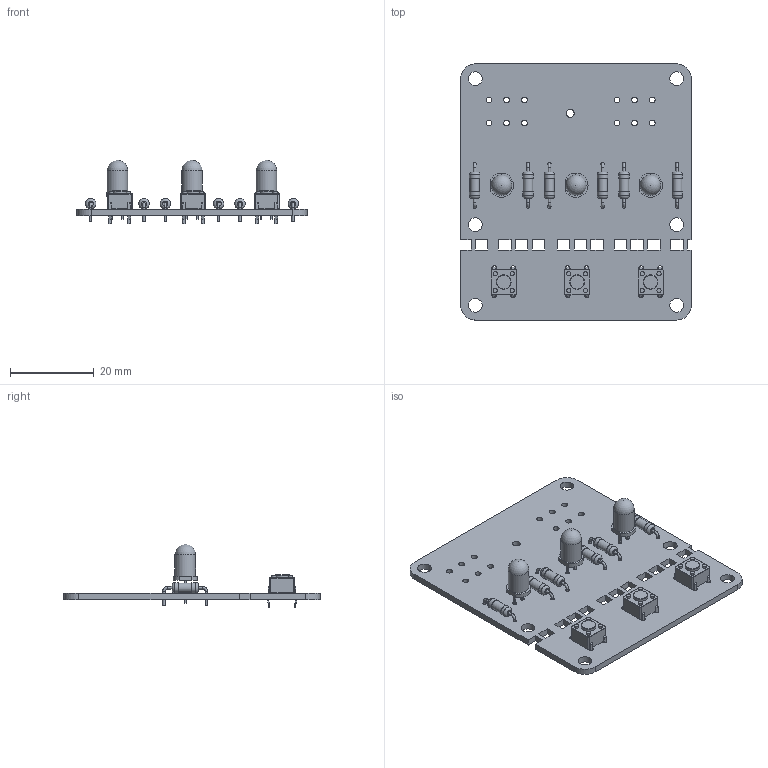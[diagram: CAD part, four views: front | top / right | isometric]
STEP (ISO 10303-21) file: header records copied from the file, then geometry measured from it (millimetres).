
FILE_DESCRIPTION(('KiCad electronic assembly'),'2;1');
FILE_NAME('Hi_board_bbc1.step','2026-02-28T09:40:03',('Pcbnew'),('Kicad' ),'Open CASCADE STEP processor 7.9','KiCad to STEP converter', 'Unknown');
FILE_SCHEMA(('AUTOMOTIVE_DESIGN { 1 0 10303 214 1 1 1 1 }'));
Length unit declared in the file: millimetre
Products named in the file (5): Hi_board_bbc1 1; R_Axial_DIN0207_L6.3mm_D2.5mm_P10.16mm_Horizontal; SW_PUSH_6mm; LED_D5.0mm; Hi_board_bbc1_PCB
Assembly tree (13 placements, depth 2):
  Hi_board_bbc1 1
    R_Axial_DIN0207_L6.3mm_D2.5mm_P10.16mm_Horizontal  x6
    SW_PUSH_6mm  x3
    LED_D5.0mm  x3
    Hi_board_bbc1_PCB
Bounding box: 54.95 x 61.05 x 15.1 mm (x, y, z)
Volume: 5841.7 mm3; surface area: 8789.1 mm2
Topology: 13 solids, 13 shells, 577 faces, 1428 edges, 922 vertices
Faces by surface type: plane 323, cylinder 224, torus 27, sphere 3
Full cylindrical faces by diameter (mm): 0.6 x24, 0.8 x12, 0.9 x6, 1 x12, 1.1 x12, 1.4 x12, 1.9 x1, 2.25 x6, 2.5 x12, 3.3 x6, 3.5 x3, 4.9 x3
Entity records: 9177 total; most frequent: DIRECTION 1407, CARTESIAN_POINT 1370, ORIENTED_EDGE 1336, EDGE_CURVE 668, AXIS2_PLACEMENT_3D 475, LINE 457, VECTOR 457, VERTEX_POINT 438
